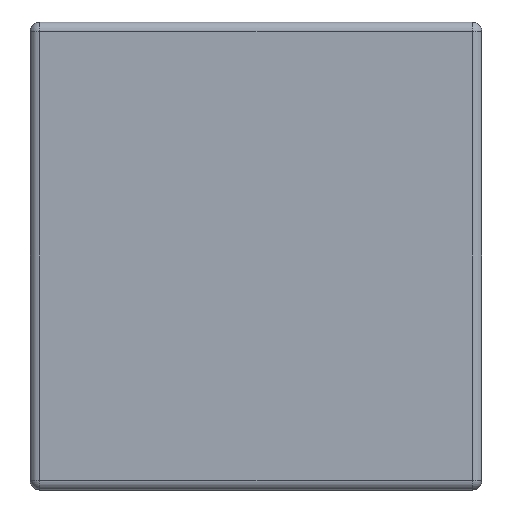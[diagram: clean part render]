
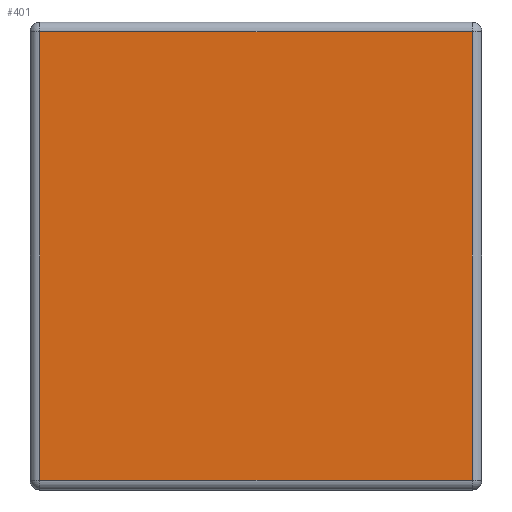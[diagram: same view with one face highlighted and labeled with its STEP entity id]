
A CAD part, left-side view. The second image highlights one B-rep face of the part: STEP entity #401.
In plain terms, the highlighted planar face has unit normal (-1, 0, 0).
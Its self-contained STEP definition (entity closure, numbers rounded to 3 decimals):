
#52 = EDGE_CURVE ( 'NONE', #1795, #288, #1194, .T. ) ;
#68 = LINE ( 'NONE', #789, #975 ) ;
#83 = CARTESIAN_POINT ( 'NONE',  ( 0., 0.03, -0.03 ) ) ;
#106 = ORIENTED_EDGE ( 'NONE', *, *, #1518, .T. ) ;
#122 = VECTOR ( 'NONE', #1305, 1000. ) ;
#155 = ORIENTED_EDGE ( 'NONE', *, *, #922, .T. ) ;
#257 = CARTESIAN_POINT ( 'NONE',  ( 0., 1.4, -0.03 ) ) ;
#278 = AXIS2_PLACEMENT_3D ( 'NONE', #641, #1450, #543 ) ;
#284 = DIRECTION ( 'NONE',  ( 0., 0., -1. ) ) ;
#288 = VERTEX_POINT ( 'NONE', #83 ) ;
#370 = VERTEX_POINT ( 'NONE', #1529 ) ;
#401 = ADVANCED_FACE ( 'NONE', ( #784 ), #1391, .T. ) ;
#513 = VERTEX_POINT ( 'NONE', #595 ) ;
#543 = DIRECTION ( 'NONE',  ( 0., 0., 1. ) ) ;
#595 = CARTESIAN_POINT ( 'NONE',  ( 0., 1.37, -0.03 ) ) ;
#641 = CARTESIAN_POINT ( 'NONE',  ( 0., 0., 0. ) ) ;
#736 = ORIENTED_EDGE ( 'NONE', *, *, #52, .T. ) ;
#779 = EDGE_LOOP ( 'NONE', ( #106, #736, #155, #1930 ) ) ;
#784 = FACE_OUTER_BOUND ( 'NONE', #779, .T. ) ;
#789 = CARTESIAN_POINT ( 'NONE',  ( 0., 0., -1.42 ) ) ;
#852 = DIRECTION ( 'NONE',  ( 0., 1., 0. ) ) ;
#858 = CARTESIAN_POINT ( 'NONE',  ( 0., 0.03, 0. ) ) ;
#922 = EDGE_CURVE ( 'NONE', #288, #513, #1444, .T. ) ;
#975 = VECTOR ( 'NONE', #1267, 1000. ) ;
#1019 = LINE ( 'NONE', #1650, #1300 ) ;
#1194 = LINE ( 'NONE', #858, #122 ) ;
#1267 = DIRECTION ( 'NONE',  ( 0., -1., 0. ) ) ;
#1300 = VECTOR ( 'NONE', #284, 1000. ) ;
#1305 = DIRECTION ( 'NONE',  ( 0., 0., 1. ) ) ;
#1321 = VECTOR ( 'NONE', #852, 1000. ) ;
#1344 = EDGE_CURVE ( 'NONE', #513, #370, #1019, .T. ) ;
#1391 = PLANE ( 'NONE',  #278 ) ;
#1444 = LINE ( 'NONE', #257, #1321 ) ;
#1450 = DIRECTION ( 'NONE',  ( -1., 0., 0. ) ) ;
#1501 = CARTESIAN_POINT ( 'NONE',  ( 0., 0.03, -1.42 ) ) ;
#1518 = EDGE_CURVE ( 'NONE', #370, #1795, #68, .T. ) ;
#1529 = CARTESIAN_POINT ( 'NONE',  ( 0., 1.37, -1.42 ) ) ;
#1650 = CARTESIAN_POINT ( 'NONE',  ( 0., 1.37, -1.45 ) ) ;
#1795 = VERTEX_POINT ( 'NONE', #1501 ) ;
#1930 = ORIENTED_EDGE ( 'NONE', *, *, #1344, .T. ) ;
